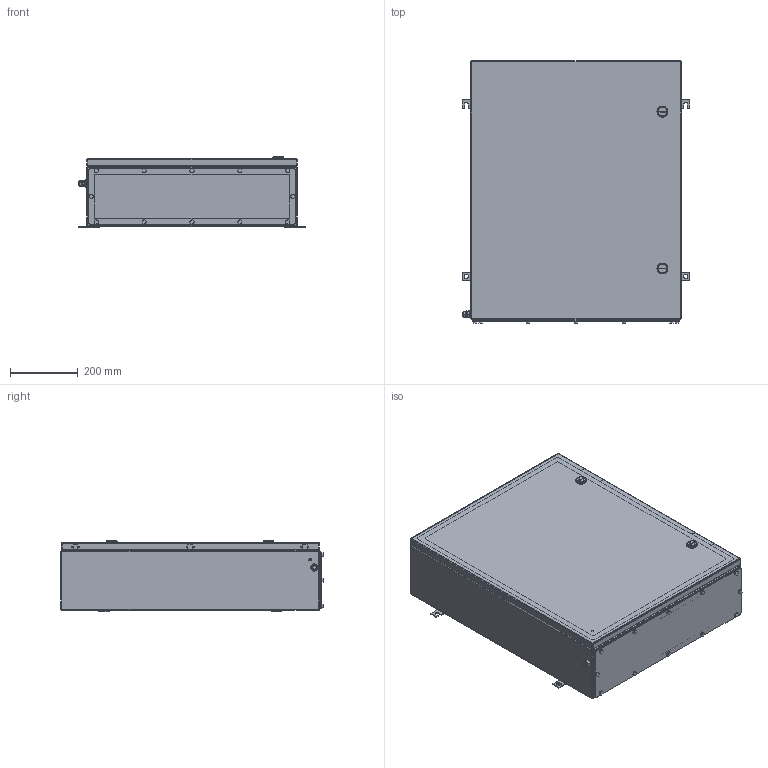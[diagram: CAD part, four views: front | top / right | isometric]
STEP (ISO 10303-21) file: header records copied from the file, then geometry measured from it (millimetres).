
FILE_DESCRIPTION(('CATIA V5 STEP Exchange','CAx-IF Rec.Pracs.--- Model Styling and Organization---1.4--- 2014-01-23'),'2;1');
FILE_NAME ('1530569-3_0_8000109924_8000109924_KTB_QL_766220 S4E1_LD.stp','2023-05-03T05:52:58+00:00',('none'),('Weidmueller'),'CATIA Version 5-6 Release 2016 SP3 HF44','CATIA V5 STEP AP214','none');
FILE_SCHEMA(('AUTOMOTIVE_DESIGN { 1 0 10303 214 1 1 1 1 }'));
Products named in the file (1): 8000109924 KTB QL 766220 S4E1
Bounding box: 671 x 773 x 209.8 mm (x, y, z)
Volume: 2909874.3 mm3; surface area: 3512186.4 mm2
Topology: 81 solids, 83 shells, 1733 faces, 4152 edges, 2640 vertices
Faces by surface type: cylinder 784, plane 745, cone 152, bspline 28, torus 16, sphere 8
Entity records: 55958 total; most frequent: CARTESIAN_POINT 17317, ORIENTED_EDGE 8160, DIRECTION 6832, EDGE_CURVE 4080, AXIS2_PLACEMENT_3D 2875, VERTEX_POINT 2640, VECTOR 2260, LINE 2260
